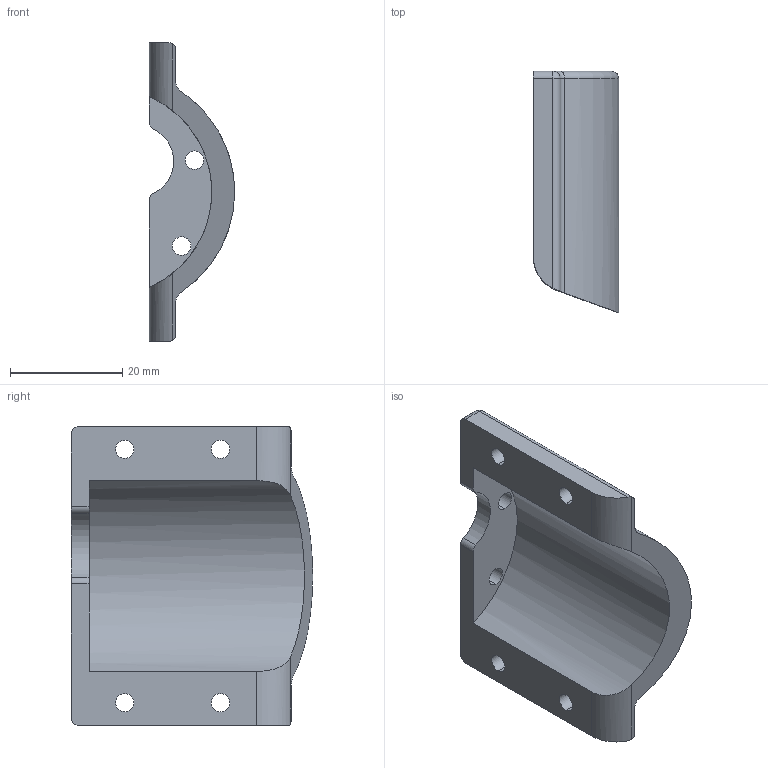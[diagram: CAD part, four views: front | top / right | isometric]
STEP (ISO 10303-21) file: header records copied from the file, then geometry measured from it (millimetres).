
FILE_DESCRIPTION (( 'STEP AP214' ), '1' );
FILE_NAME ('MotorHousingClamshell.STEP', '2019-11-19T00:47:15', ( '' ), ( '' ), 'SwSTEP 2.0', 'SolidWorks 2019', '' );
FILE_SCHEMA (( 'AUTOMOTIVE_DESIGN' ));
Length unit declared in the file: inch
Products named in the file (1): MotorHousingClamshell
Bounding box: 15.24 x 43.11 x 53.34 mm (x, y, z)
Volume: 10604.8 mm3; surface area: 6310.8 mm2
Topology: 1 solids, 1 shells, 49 faces, 137 edges, 84 vertices
Faces by surface type: cylinder 27, plane 9, cone 8, torus 3, sphere 2
Entity records: 1670 total; most frequent: CARTESIAN_POINT 353, DIRECTION 276, ORIENTED_EDGE 270, EDGE_CURVE 135, AXIS2_PLACEMENT_3D 109, VERTEX_POINT 84, CIRCLE 59, VECTOR 58
